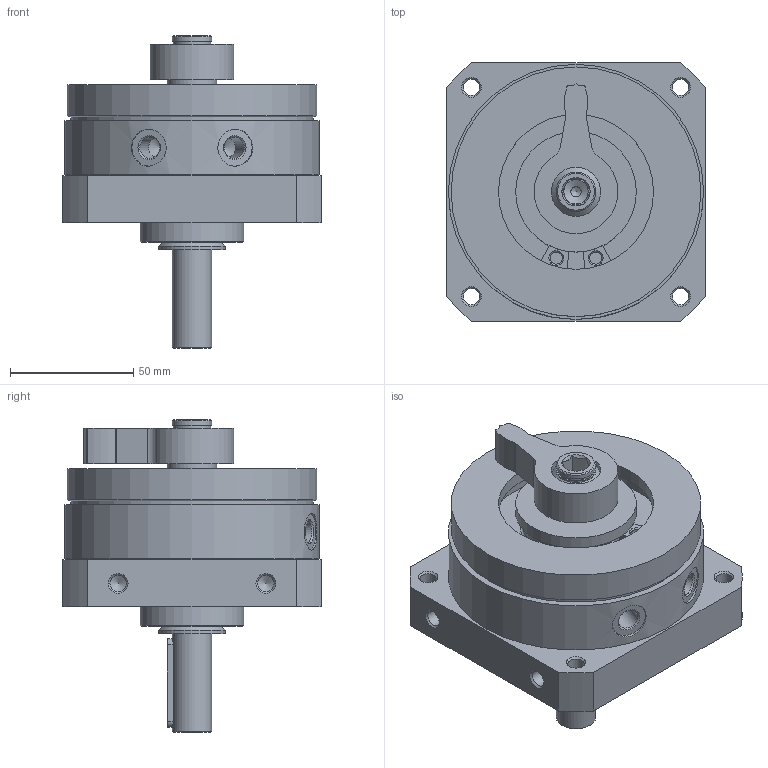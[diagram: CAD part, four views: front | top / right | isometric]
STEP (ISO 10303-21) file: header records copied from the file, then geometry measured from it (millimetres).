
FILE_DESCRIPTION(/* description */ ('STEP AP214'),/* implementation_level */ '2;1');
FILE_NAME(/* name */ '547594_DSM-32-270-A-B',/* time_stamp */ '2024-08-21T18:22:46+02:00',/* author */ ('License CC BY-ND 4.0'),/* organization */ ('CADENAS'),/* preprocessor_version */ 'ST-DEVELOPER v19.3',/* originating_system */ 'PARTsolutions',/* authorisation */ ' ');
FILE_SCHEMA (('AUTOMOTIVE_DESIGN {1 0 10303 214 3 1 1}'));
Length unit declared in the file: millimetre
Products named in the file (4): 547594 DSM-32-270-A-B--(0); 547594 DSM-32-270-A-B_G---(B); 342622 DSM-32_NS; 547594 DSM-32-270-A-B_K---(B)
Assembly tree (4 placements, depth 2):
  547594 DSM-32-270-A-B--(0)
    547594 DSM-32-270-A-B_G---(B)
    342622 DSM-32_NS  x2
    547594 DSM-32-270-A-B_K---(B)
Bounding box: 105 x 105 x 127 mm (x, y, z)
Volume: 494165.4 mm3; surface area: 84878.5 mm2
Topology: 4 solids, 4 shells, 162 faces, 368 edges, 233 vertices
Faces by surface type: cylinder 65, plane 56, cone 40, torus 1
Full cylindrical faces by diameter (mm): 3.242 x1, 4.134 x1, 4.917 x2, 5.3 x1, 6.647 x10, 8.566 x2, 15 x2, 15.2 x1, 16 x3, 20 x3, 27 x1, 42 x1, 43 x1, 49 x1, 63 x1, 72 x1, 82 x1, 98.5 x1, 101.5 x1, 103.65 x1
Entity records: 3865 total; most frequent: CARTESIAN_POINT 685, DIRECTION 683, ORIENTED_EDGE 486, AXIS2_PLACEMENT_3D 296, FACE_BOUND 265, EDGE_LOOP 255, EDGE_CURVE 243, VERTEX_POINT 204
